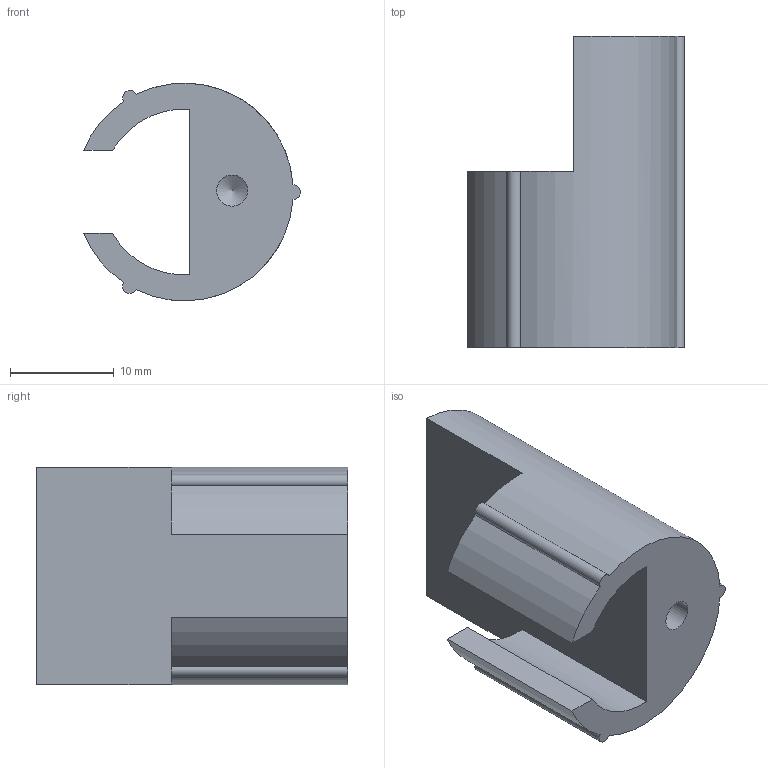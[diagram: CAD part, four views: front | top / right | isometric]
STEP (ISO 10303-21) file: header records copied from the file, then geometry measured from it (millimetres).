
FILE_DESCRIPTION(/* description */ (''),/* implementation_level */ '2;1');
FILE_NAME(/* name */ 'Switch_spacer.step',/* time_stamp */ '2022-02-09T09:42:24-05:00',/* author */ (''),/* organization */ (''),/* preprocessor_version */ 'ST-DEVELOPER v18.1',/* originating_system */ 'Autodesk Translation Framework v10.13.0.1454',/* authorisation */ '');
FILE_SCHEMA (('AUTOMOTIVE_DESIGN { 1 0 10303 214 3 1 1 }'));
Length unit declared in the file: millimetre
Products named in the file (2): Switch spacer; SwitchSpacer
Assembly tree (1 placements, depth 2):
  Switch spacer
    SwitchSpacer
Bounding box: 20.91 x 30 x 20.99 mm (x, y, z)
Volume: 5832.2 mm3; surface area: 2860.6 mm2
Topology: 1 solids, 1 shells, 18 faces, 47 edges, 31 vertices
Faces by surface type: cylinder 10, plane 7, cone 1
Full cylindrical faces by diameter (mm): 3 x1
Entity records: 613 total; most frequent: DIRECTION 110, CARTESIAN_POINT 98, ORIENTED_EDGE 92, EDGE_CURVE 46, AXIS2_PLACEMENT_3D 43, VERTEX_POINT 31, LINE 24, VECTOR 24
